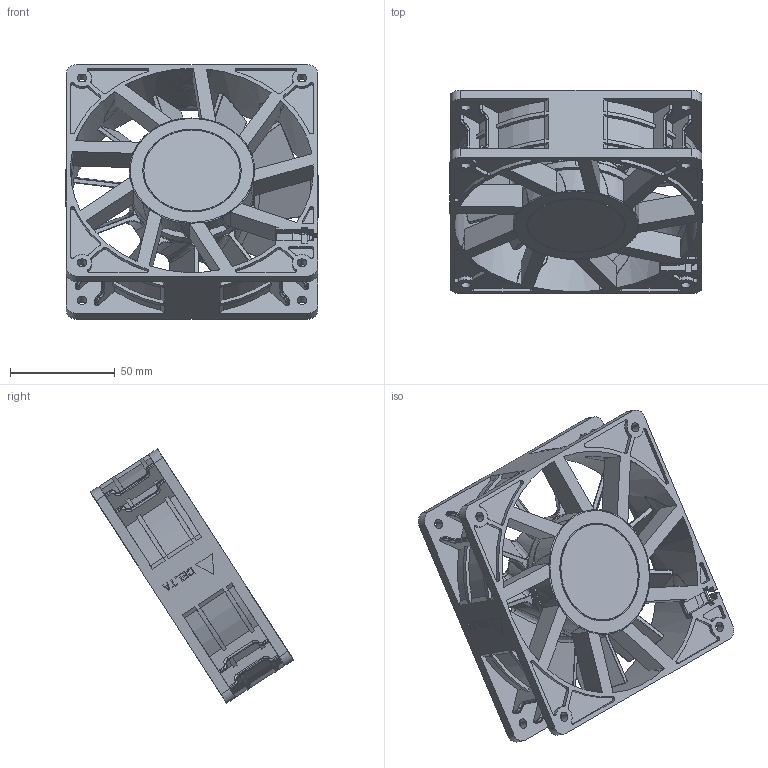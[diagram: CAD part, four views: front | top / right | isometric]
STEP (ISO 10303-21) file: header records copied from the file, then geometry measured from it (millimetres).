
FILE_DESCRIPTION((''),'2;1');
FILE_NAME('PFB12038_ASM','2022-01-06T15:52:49',('CHUNHUA.CHEN'),(''),'CREO PARAMETRIC BY PTC INC, 2018400','CREO PARAMETRIC BY PTC INC, 2018400','');
FILE_SCHEMA(('CONFIG_CONTROL_DESIGN'));
Products named in the file (3): PRT0001; PRT0002; PFB12038_ASM
Assembly tree (2 placements, depth 2):
  PFB12038_ASM
    PRT0001
    PRT0002
Bounding box: 120.4 x 97.02 x 121.42 mm (x, y, z)
Volume: 179668.7 mm3; surface area: 99398.6 mm2
Topology: 2 solids, 6 shells, 1807 faces, 5005 edges, 3204 vertices
Faces by surface type: cylinder 635, plane 587, bspline 345, torus 170, sphere 62, cone 8
Entity records: 79477 total; most frequent: CARTESIAN_POINT 35183, ORIENTED_EDGE 9946, DIRECTION 8583, EDGE_CURVE 4973, AXIS2_PLACEMENT_3D 3294, VERTEX_POINT 3204, VECTOR 1995, LINE 1995
